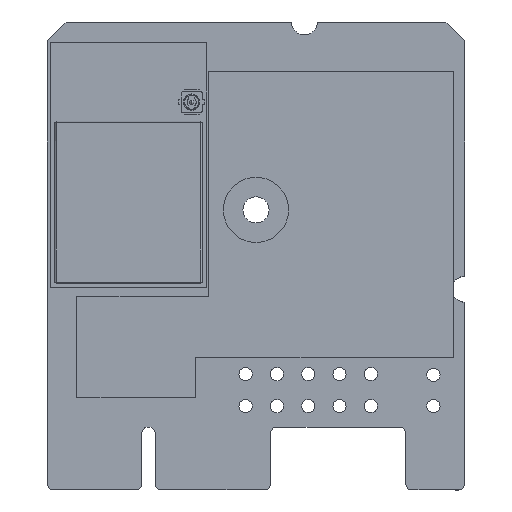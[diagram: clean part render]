
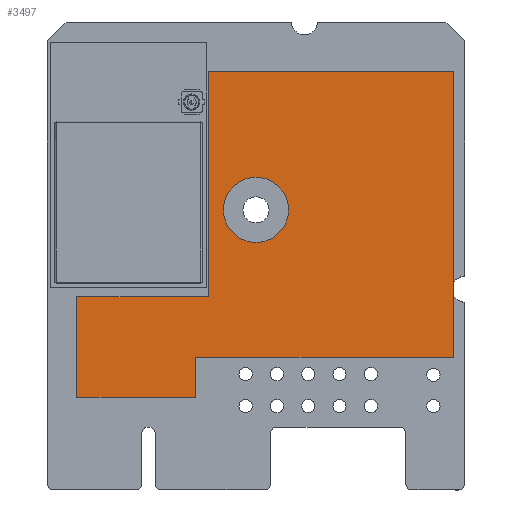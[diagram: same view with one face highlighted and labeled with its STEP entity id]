
A CAD part, top view. The second image highlights one B-rep face of the part: STEP entity #3497.
In plain terms, the highlighted planar face has unit normal (0, 0, 1).
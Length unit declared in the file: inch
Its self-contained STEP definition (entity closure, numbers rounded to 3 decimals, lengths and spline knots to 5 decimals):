
#112 = DIRECTION ( 'NONE',  ( 0., 0., -1. ) ) ;
#141 = CARTESIAN_POINT ( 'NONE',  ( 0.71126, 0.44376, 0.15 ) ) ;
#376 = EDGE_CURVE ( 'NONE', #3554, #4138, #2280, .T. ) ;
#380 = VECTOR ( 'NONE', #5586, 39.37008 ) ;
#496 = CARTESIAN_POINT ( 'NONE',  ( 1.156, 1.34157, 0.15 ) ) ;
#752 = EDGE_CURVE ( 'NONE', #5503, #5040, #1699, .T. ) ;
#777 = DIRECTION ( 'NONE',  ( 1., 0., 0. ) ) ;
#854 = CARTESIAN_POINT ( 'NONE',  ( 1.94559, 0.63623, 0.15 ) ) ;
#885 = CARTESIAN_POINT ( 'NONE',  ( 0., 0., 0.15 ) ) ;
#910 = ORIENTED_EDGE ( 'NONE', *, *, #5526, .T. ) ;
#1007 = CARTESIAN_POINT ( 'NONE',  ( 1.94559, 2.00347, 0.15 ) ) ;
#1009 = VECTOR ( 'NONE', #4183, 39.37008 ) ;
#1029 = LINE ( 'NONE', #854, #2488 ) ;
#1032 = CARTESIAN_POINT ( 'NONE',  ( 0.14174, 0.44376, 0.15 ) ) ;
#1360 = EDGE_CURVE ( 'NONE', #4536, #5503, #3733, .T. ) ;
#1382 = DIRECTION ( 'NONE',  ( 1., 0., 0. ) ) ;
#1426 = CARTESIAN_POINT ( 'NONE',  ( 1., 1.34157, 0.15 ) ) ;
#1435 = VECTOR ( 'NONE', #5093, 39.37008 ) ;
#1545 = CARTESIAN_POINT ( 'NONE',  ( 0.71126, 0.63623, 0.15 ) ) ;
#1581 = EDGE_LOOP ( 'NONE', ( #2435, #2760, #3567, #2642, #3149, #5121, #5417, #910 ) ) ;
#1699 = LINE ( 'NONE', #2029, #380 ) ;
#1715 = VERTEX_POINT ( 'NONE', #5203 ) ;
#1837 = VECTOR ( 'NONE', #1382, 39.37008 ) ;
#2029 = CARTESIAN_POINT ( 'NONE',  ( 0.7719, 0.92426, 0.15 ) ) ;
#2129 = CIRCLE ( 'NONE', #2442, 0.156 ) ;
#2158 = DIRECTION ( 'NONE',  ( 1., 0., 0. ) ) ;
#2209 = CARTESIAN_POINT ( 'NONE',  ( 0.14174, 0.44376, 0.15 ) ) ;
#2219 = VECTOR ( 'NONE', #2271, 39.37008 ) ;
#2271 = DIRECTION ( 'NONE',  ( 0., 1., 0. ) ) ;
#2274 = VERTEX_POINT ( 'NONE', #2560 ) ;
#2280 = LINE ( 'NONE', #4069, #2219 ) ;
#2286 = EDGE_CURVE ( 'NONE', #4138, #2274, #1029, .T. ) ;
#2348 = VERTEX_POINT ( 'NONE', #496 ) ;
#2435 = ORIENTED_EDGE ( 'NONE', *, *, #1360, .T. ) ;
#2442 = AXIS2_PLACEMENT_3D ( 'NONE', #1426, #4562, #5442 ) ;
#2488 = VECTOR ( 'NONE', #777, 39.37008 ) ;
#2559 = ORIENTED_EDGE ( 'NONE', *, *, #5642, .F. ) ;
#2560 = CARTESIAN_POINT ( 'NONE',  ( 1.94559, 0.63623, 0.15 ) ) ;
#2606 = FACE_OUTER_BOUND ( 'NONE', #1581, .T. ) ;
#2642 = ORIENTED_EDGE ( 'NONE', *, *, #3063, .T. ) ;
#2653 = PLANE ( 'NONE',  #5626 ) ;
#2654 = CARTESIAN_POINT ( 'NONE',  ( 0.71126, 0.44376, 0.15 ) ) ;
#2723 = EDGE_LOOP ( 'NONE', ( #2799, #2559 ) ) ;
#2743 = VECTOR ( 'NONE', #4231, 39.37008 ) ;
#2760 = ORIENTED_EDGE ( 'NONE', *, *, #752, .T. ) ;
#2793 = CIRCLE ( 'NONE', #5651, 0.156 ) ;
#2799 = ORIENTED_EDGE ( 'NONE', *, *, #4043, .F. ) ;
#2873 = LINE ( 'NONE', #1032, #1009 ) ;
#2975 = CARTESIAN_POINT ( 'NONE',  ( 0.14174, 0.92426, 0.15 ) ) ;
#3012 = DIRECTION ( 'NONE',  ( 0., 0., 1. ) ) ;
#3019 = LINE ( 'NONE', #3279, #1435 ) ;
#3063 = EDGE_CURVE ( 'NONE', #4880, #4735, #2873, .T. ) ;
#3149 = ORIENTED_EDGE ( 'NONE', *, *, #5702, .T. ) ;
#3279 = CARTESIAN_POINT ( 'NONE',  ( 0.14174, 0.92426, 0.15 ) ) ;
#3497 = ADVANCED_FACE ( 'NONE', ( #2606, #4026 ), #2653, .F. ) ;
#3554 = VERTEX_POINT ( 'NONE', #141 ) ;
#3567 = ORIENTED_EDGE ( 'NONE', *, *, #3586, .T. ) ;
#3586 = EDGE_CURVE ( 'NONE', #5040, #4880, #3019, .T. ) ;
#3692 = CARTESIAN_POINT ( 'NONE',  ( 1.94559, 2.00347, 0.15 ) ) ;
#3724 = VECTOR ( 'NONE', #4616, 39.37008 ) ;
#3733 = LINE ( 'NONE', #3692, #2743 ) ;
#4003 = CARTESIAN_POINT ( 'NONE',  ( 1.94559, 2.00347, 0.15 ) ) ;
#4026 = FACE_BOUND ( 'NONE', #2723, .T. ) ;
#4043 = EDGE_CURVE ( 'NONE', #1715, #2348, #2129, .T. ) ;
#4069 = CARTESIAN_POINT ( 'NONE',  ( 0.71126, 0.63623, 0.15 ) ) ;
#4108 = DIRECTION ( 'NONE',  ( -1., 0., 0. ) ) ;
#4138 = VERTEX_POINT ( 'NONE', #1545 ) ;
#4183 = DIRECTION ( 'NONE',  ( 0., -1., 0. ) ) ;
#4231 = DIRECTION ( 'NONE',  ( -1., 0., 0. ) ) ;
#4536 = VERTEX_POINT ( 'NONE', #4003 ) ;
#4562 = DIRECTION ( 'NONE',  ( 0., 0., 1. ) ) ;
#4616 = DIRECTION ( 'NONE',  ( 0., 1., 0. ) ) ;
#4623 = LINE ( 'NONE', #1007, #3724 ) ;
#4735 = VERTEX_POINT ( 'NONE', #2209 ) ;
#4762 = LINE ( 'NONE', #2654, #1837 ) ;
#4880 = VERTEX_POINT ( 'NONE', #2975 ) ;
#4891 = CARTESIAN_POINT ( 'NONE',  ( 0.7719, 0.92426, 0.15 ) ) ;
#4926 = CARTESIAN_POINT ( 'NONE',  ( 0.7719, 2.00347, 0.15 ) ) ;
#5040 = VERTEX_POINT ( 'NONE', #4891 ) ;
#5093 = DIRECTION ( 'NONE',  ( -1., 0., 0. ) ) ;
#5121 = ORIENTED_EDGE ( 'NONE', *, *, #376, .T. ) ;
#5203 = CARTESIAN_POINT ( 'NONE',  ( 0.844, 1.34157, 0.15 ) ) ;
#5251 = CARTESIAN_POINT ( 'NONE',  ( 1., 1.34157, 0.15 ) ) ;
#5417 = ORIENTED_EDGE ( 'NONE', *, *, #2286, .T. ) ;
#5442 = DIRECTION ( 'NONE',  ( 1., 0., 0. ) ) ;
#5503 = VERTEX_POINT ( 'NONE', #4926 ) ;
#5526 = EDGE_CURVE ( 'NONE', #2274, #4536, #4623, .T. ) ;
#5586 = DIRECTION ( 'NONE',  ( 0., -1., 0. ) ) ;
#5626 = AXIS2_PLACEMENT_3D ( 'NONE', #885, #112, #4108 ) ;
#5642 = EDGE_CURVE ( 'NONE', #2348, #1715, #2793, .T. ) ;
#5651 = AXIS2_PLACEMENT_3D ( 'NONE', #5251, #3012, #2158 ) ;
#5702 = EDGE_CURVE ( 'NONE', #4735, #3554, #4762, .T. ) ;
